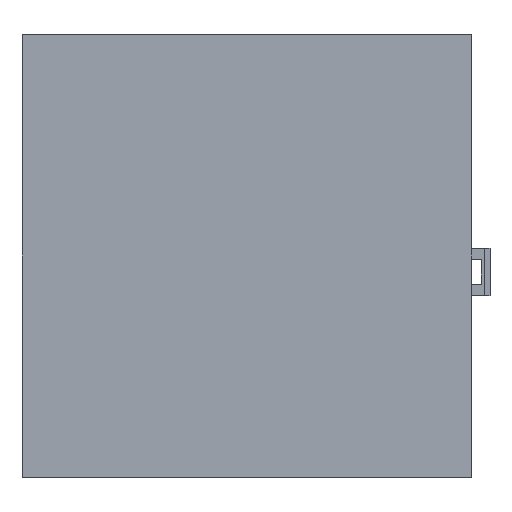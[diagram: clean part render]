
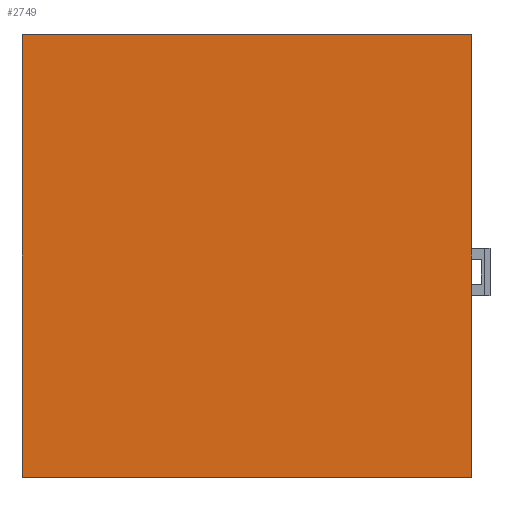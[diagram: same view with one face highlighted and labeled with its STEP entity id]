
A CAD part, left-side view. The second image highlights one B-rep face of the part: STEP entity #2749.
In plain terms, the highlighted planar face has unit normal (-1, 0, 0).
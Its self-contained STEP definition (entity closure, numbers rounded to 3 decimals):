
#125 = PLANE ( 'NONE',  #221 ) ;
#221 = AXIS2_PLACEMENT_3D ( 'NONE', #6819, #15288, #8571 ) ;
#364 = VECTOR ( 'NONE', #7256, 1000. ) ;
#512 = FACE_OUTER_BOUND ( 'NONE', #8469, .T. ) ;
#2744 = VERTEX_POINT ( 'NONE', #15151 ) ;
#2749 = ADVANCED_FACE ( 'NONE', ( #512 ), #125, .F. ) ;
#3748 = ORIENTED_EDGE ( 'NONE', *, *, #7150, .T. ) ;
#4216 = LINE ( 'NONE', #19273, #10801 ) ;
#5222 = EDGE_CURVE ( 'NONE', #15544, #18795, #18460, .T. ) ;
#5629 = ORIENTED_EDGE ( 'NONE', *, *, #5222, .T. ) ;
#6819 = CARTESIAN_POINT ( 'NONE',  ( -20., 0., 0. ) ) ;
#7150 = EDGE_CURVE ( 'NONE', #15306, #2744, #4216, .T. ) ;
#7256 = DIRECTION ( 'NONE',  ( 0., -1., 0. ) ) ;
#7336 = CARTESIAN_POINT ( 'NONE',  ( -20., -63.5, 0. ) ) ;
#8248 = ORIENTED_EDGE ( 'NONE', *, *, #8800, .T. ) ;
#8469 = EDGE_LOOP ( 'NONE', ( #20643, #5629, #8248, #3748 ) ) ;
#8571 = DIRECTION ( 'NONE',  ( 0., 0., -1. ) ) ;
#8800 = EDGE_CURVE ( 'NONE', #18795, #15306, #18554, .T. ) ;
#9095 = CARTESIAN_POINT ( 'NONE',  ( -20., 0., 0. ) ) ;
#10785 = CARTESIAN_POINT ( 'NONE',  ( -20., -63.5, -125. ) ) ;
#10801 = VECTOR ( 'NONE', #17430, 1000. ) ;
#11635 = LINE ( 'NONE', #17285, #364 ) ;
#11901 = CARTESIAN_POINT ( 'NONE',  ( -20., 63.5, 0. ) ) ;
#12063 = CARTESIAN_POINT ( 'NONE',  ( -20., -63.5, 0. ) ) ;
#15151 = CARTESIAN_POINT ( 'NONE',  ( -20., 63.5, -125. ) ) ;
#15288 = DIRECTION ( 'NONE',  ( 1., 0., 0. ) ) ;
#15306 = VERTEX_POINT ( 'NONE', #11901 ) ;
#15544 = VERTEX_POINT ( 'NONE', #10785 ) ;
#15821 = DIRECTION ( 'NONE',  ( 0., 1., 0. ) ) ;
#16377 = VECTOR ( 'NONE', #16744, 1000. ) ;
#16744 = DIRECTION ( 'NONE',  ( 0., 0., 1. ) ) ;
#17285 = CARTESIAN_POINT ( 'NONE',  ( -20., 0., -125. ) ) ;
#17430 = DIRECTION ( 'NONE',  ( 0., 0., -1. ) ) ;
#18309 = VECTOR ( 'NONE', #15821, 1000. ) ;
#18460 = LINE ( 'NONE', #12063, #16377 ) ;
#18554 = LINE ( 'NONE', #9095, #18309 ) ;
#18795 = VERTEX_POINT ( 'NONE', #7336 ) ;
#19273 = CARTESIAN_POINT ( 'NONE',  ( -20., 63.5, 0. ) ) ;
#20643 = ORIENTED_EDGE ( 'NONE', *, *, #21029, .T. ) ;
#21029 = EDGE_CURVE ( 'NONE', #2744, #15544, #11635, .T. ) ;
